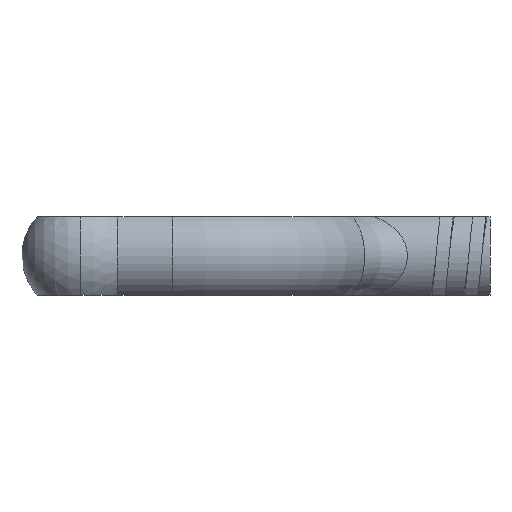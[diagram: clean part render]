
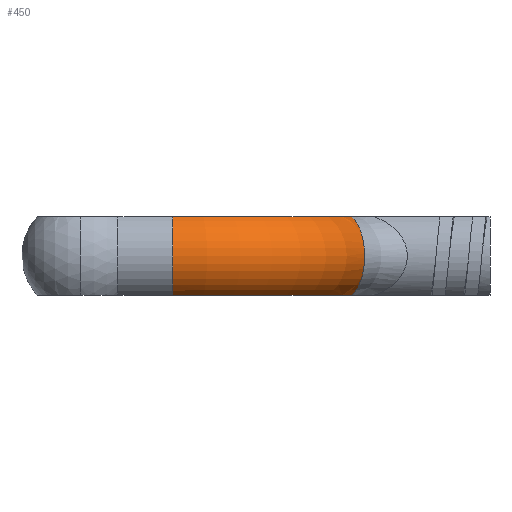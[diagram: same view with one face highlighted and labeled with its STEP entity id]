
A CAD part, left-side view. The second image highlights one B-rep face of the part: STEP entity #450.
In plain terms, the highlighted toroidal (fillet/blend) face has major radius 24.5 mm and minor radius 7 mm.
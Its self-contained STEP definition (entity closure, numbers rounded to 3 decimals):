
#46 = DIRECTION ( 'NONE',  ( 0., 0., 1. ) ) ;
#79 = B_SPLINE_CURVE_WITH_KNOTS ( 'NONE', 3,
 ( #2047, #422, #1153, #677, #2284, #814, #143, #494, #471, #1414, #1556, #1198, #1221, #1602, #1425, #1379, #116, #655, #1012, #855, #1391, #1038, #2305, #1749, #2128, #107, #2271, #1590, #507, #2138 ),
 .UNSPECIFIED., .F., .F.,
 ( 4, 2, 2, 2, 2, 2, 2, 2, 2, 2, 2, 2, 2, 2, 4 ),
 ( 0.007, 0.009, 0.01, 0.011, 0.012, 0.013, 0.015, 0.016, 0.017, 0.018, 0.019, 0.02, 0.021, 0.022, 0.024 ),
 .UNSPECIFIED. ) ;
#105 = CARTESIAN_POINT ( 'NONE',  ( -6.391, 21.131, 6. ) ) ;
#107 = CARTESIAN_POINT ( 'NONE',  ( -8.787, 20.174, 4.742 ) ) ;
#116 = CARTESIAN_POINT ( 'NONE',  ( -11.414, 19.171, 0.725 ) ) ;
#126 = AXIS2_PLACEMENT_3D ( 'NONE', #1190, #1026, #856 ) ;
#143 = CARTESIAN_POINT ( 'NONE',  ( -9.577, 19.868, -4.088 ) ) ;
#174 = CARTESIAN_POINT ( 'NONE',  ( 0., 48.5, 0. ) ) ;
#328 = VERTEX_POINT ( 'NONE', #2053 ) ;
#374 = EDGE_CURVE ( 'NONE', #2107, #674, #1722, .T. ) ;
#422 = CARTESIAN_POINT ( 'NONE',  ( -7.017, 20.874, -5.764 ) ) ;
#450 = ADVANCED_FACE ( 'NONE', ( #2003 ), #2005, .T. ) ;
#471 = CARTESIAN_POINT ( 'NONE',  ( -10.282, 19.598, -3.312 ) ) ;
#494 = CARTESIAN_POINT ( 'NONE',  ( -10.056, 19.684, -3.586 ) ) ;
#507 = CARTESIAN_POINT ( 'NONE',  ( -7.02, 20.873, 5.763 ) ) ;
#513 = DIRECTION ( 'NONE',  ( 0., 0., -1. ) ) ;
#655 = CARTESIAN_POINT ( 'NONE',  ( -11.261, 19.229, 1.427 ) ) ;
#670 = EDGE_CURVE ( 'NONE', #1269, #674, #1295, .T. ) ;
#674 = VERTEX_POINT ( 'NONE', #1503 ) ;
#676 = AXIS2_PLACEMENT_3D ( 'NONE', #1056, #513, #1229 ) ;
#677 = CARTESIAN_POINT ( 'NONE',  ( -8.502, 20.285, -4.94 ) ) ;
#754 = AXIS2_PLACEMENT_3D ( 'NONE', #174, #2171, #921 ) ;
#814 = CARTESIAN_POINT ( 'NONE',  ( -9.321, 19.966, -4.318 ) ) ;
#855 = CARTESIAN_POINT ( 'NONE',  ( -10.856, 19.381, 2.422 ) ) ;
#856 = DIRECTION ( 'NONE',  ( 1., 0., 0. ) ) ;
#921 = DIRECTION ( 'NONE',  ( -1., 0., 0. ) ) ;
#1012 = CARTESIAN_POINT ( 'NONE',  ( -11.145, 19.272, 1.774 ) ) ;
#1026 = DIRECTION ( 'NONE',  ( 0., 0., 1. ) ) ;
#1038 = CARTESIAN_POINT ( 'NONE',  ( -10.286, 19.597, 3.306 ) ) ;
#1056 = CARTESIAN_POINT ( 'NONE',  ( 0., 48.5, 6. ) ) ;
#1152 = ORIENTED_EDGE ( 'NONE', *, *, #1353, .T. ) ;
#1153 = CARTESIAN_POINT ( 'NONE',  ( -7.626, 20.631, -5.478 ) ) ;
#1190 = CARTESIAN_POINT ( 'NONE',  ( 0., 48.5, -6. ) ) ;
#1198 = CARTESIAN_POINT ( 'NONE',  ( -11.146, 19.272, -1.77 ) ) ;
#1221 = CARTESIAN_POINT ( 'NONE',  ( -11.262, 19.229, -1.424 ) ) ;
#1229 = DIRECTION ( 'NONE',  ( -1., 0., 0. ) ) ;
#1269 = VERTEX_POINT ( 'NONE', #1899 ) ;
#1295 = CIRCLE ( 'NONE', #1790, 7. ) ;
#1353 = EDGE_CURVE ( 'NONE', #328, #2107, #79, .T. ) ;
#1379 = CARTESIAN_POINT ( 'NONE',  ( -11.454, 19.157, 0.37 ) ) ;
#1391 = CARTESIAN_POINT ( 'NONE',  ( -10.683, 19.446, 2.727 ) ) ;
#1414 = CARTESIAN_POINT ( 'NONE',  ( -10.681, 19.447, -2.73 ) ) ;
#1425 = CARTESIAN_POINT ( 'NONE',  ( -11.455, 19.156, -0.35 ) ) ;
#1503 = CARTESIAN_POINT ( 'NONE',  ( -28.106, 48.5, 6. ) ) ;
#1556 = CARTESIAN_POINT ( 'NONE',  ( -10.856, 19.381, -2.423 ) ) ;
#1590 = CARTESIAN_POINT ( 'NONE',  ( -7.63, 20.629, 5.476 ) ) ;
#1601 = EDGE_CURVE ( 'NONE', #1269, #328, #2166, .T. ) ;
#1602 = CARTESIAN_POINT ( 'NONE',  ( -11.416, 19.171, -0.715 ) ) ;
#1681 = DIRECTION ( 'NONE',  ( 0., 1., 0. ) ) ;
#1722 = CIRCLE ( 'NONE', #676, 28.106 ) ;
#1749 = CARTESIAN_POINT ( 'NONE',  ( -9.581, 19.866, 4.084 ) ) ;
#1790 = AXIS2_PLACEMENT_3D ( 'NONE', #2209, #1681, #46 ) ;
#1899 = CARTESIAN_POINT ( 'NONE',  ( -28.106, 48.5, -6. ) ) ;
#1945 = ORIENTED_EDGE ( 'NONE', *, *, #374, .T. ) ;
#2003 = FACE_OUTER_BOUND ( 'NONE', #2127, .T. ) ;
#2005 = TOROIDAL_SURFACE ( 'NONE', #754, 24.5, 7. ) ;
#2011 = ORIENTED_EDGE ( 'NONE', *, *, #670, .F. ) ;
#2047 = CARTESIAN_POINT ( 'NONE',  ( -6.391, 21.131, -6. ) ) ;
#2053 = CARTESIAN_POINT ( 'NONE',  ( -6.391, 21.131, -6. ) ) ;
#2107 = VERTEX_POINT ( 'NONE', #105 ) ;
#2127 = EDGE_LOOP ( 'NONE', ( #2011, #2315, #1152, #1945 ) ) ;
#2128 = CARTESIAN_POINT ( 'NONE',  ( -9.325, 19.965, 4.315 ) ) ;
#2138 = CARTESIAN_POINT ( 'NONE',  ( -6.391, 21.131, 6. ) ) ;
#2166 = CIRCLE ( 'NONE', #126, 28.106 ) ;
#2171 = DIRECTION ( 'NONE',  ( 0., 0., -1. ) ) ;
#2209 = CARTESIAN_POINT ( 'NONE',  ( -24.5, 48.5, 0. ) ) ;
#2271 = CARTESIAN_POINT ( 'NONE',  ( -8.503, 20.285, 4.939 ) ) ;
#2284 = CARTESIAN_POINT ( 'NONE',  ( -8.784, 20.175, -4.744 ) ) ;
#2305 = CARTESIAN_POINT ( 'NONE',  ( -10.06, 19.683, 3.581 ) ) ;
#2315 = ORIENTED_EDGE ( 'NONE', *, *, #1601, .T. ) ;
